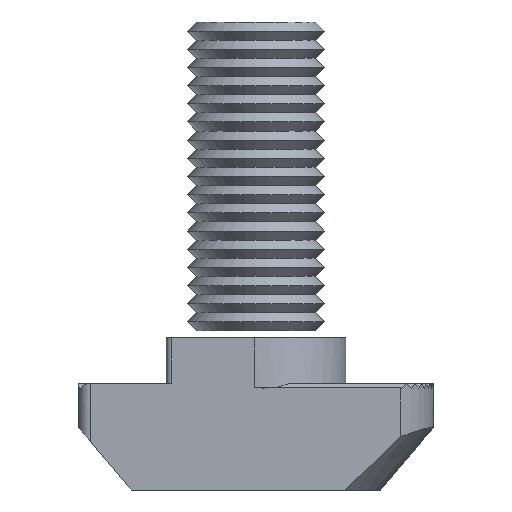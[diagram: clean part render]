
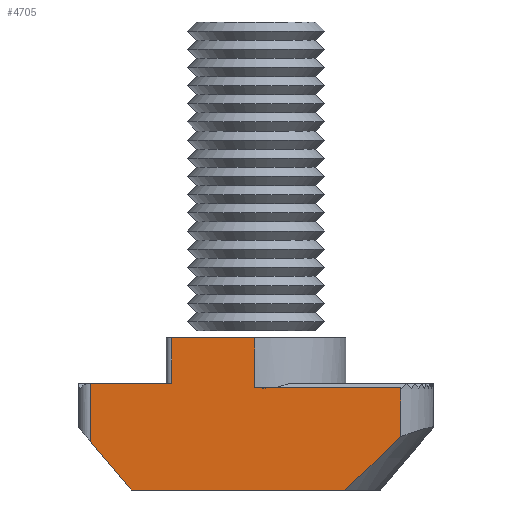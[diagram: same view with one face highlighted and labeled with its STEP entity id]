
A CAD part, front view. The second image highlights one B-rep face of the part: STEP entity #4705.
In plain terms, the highlighted planar face has unit normal (0, -1, 0).
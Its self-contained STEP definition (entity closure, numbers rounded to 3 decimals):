
#110 = CARTESIAN_POINT ( 'NONE',  ( 6.371, -3.9, 2.347 ) ) ;
#111 = CARTESIAN_POINT ( 'NONE',  ( 5.971, -3.9, 1.941 ) ) ;
#112 = CARTESIAN_POINT ( 'NONE',  ( 5.566, -3.9, 1.539 ) ) ;
#113 = CARTESIAN_POINT ( 'NONE',  ( 4.739, -3.9, 0.753 ) ) ;
#120 = CARTESIAN_POINT ( 'NONE',  ( 3.878, -3.9, 0. ) ) ;
#122 = CARTESIAN_POINT ( 'NONE',  ( 4.317, -3.9, 0.369 ) ) ;
#173 = DIRECTION ( 'NONE',  ( 0., 0., -1. ) ) ;
#176 = CARTESIAN_POINT ( 'NONE',  ( -0.05, -3.9, 6.7 ) ) ;
#255 = DIRECTION ( 'NONE',  ( 0., 0., -1. ) ) ;
#257 = CARTESIAN_POINT ( 'NONE',  ( -3.7, -3.9, 6.7 ) ) ;
#357 = CARTESIAN_POINT ( 'NONE',  ( -3.95, -3.9, 4.7 ) ) ;
#360 = DIRECTION ( 'NONE',  ( 1., 0., 0. ) ) ;
#372 = CARTESIAN_POINT ( 'NONE',  ( -3.7, -3.9, 4.7 ) ) ;
#425 = CARTESIAN_POINT ( 'NONE',  ( 6.371, -3.9, 2.347 ) ) ;
#437 = CARTESIAN_POINT ( 'NONE',  ( -3.7, -3.9, 6.7 ) ) ;
#442 = CARTESIAN_POINT ( 'NONE',  ( -0.05, -3.9, 6.7 ) ) ;
#445 = CARTESIAN_POINT ( 'NONE',  ( 6.371, -3.9, 4.5 ) ) ;
#463 = DIRECTION ( 'NONE',  ( -1., 0., 0. ) ) ;
#475 = DIRECTION ( 'NONE',  ( 1., 0., 0. ) ) ;
#483 = CARTESIAN_POINT ( 'NONE',  ( 6.371, -3.9, 4.5 ) ) ;
#503 = CARTESIAN_POINT ( 'NONE',  ( -0.05, -3.9, 4.5 ) ) ;
#518 = CARTESIAN_POINT ( 'NONE',  ( 6.371, -3.9, 0. ) ) ;
#533 = CARTESIAN_POINT ( 'NONE',  ( -5.5, -3.9, 0. ) ) ;
#581 = CARTESIAN_POINT ( 'NONE',  ( 3.878, -3.9, 0. ) ) ;
#615 = CARTESIAN_POINT ( 'NONE',  ( -7.3, -3.9, 2.145 ) ) ;
#626 = CARTESIAN_POINT ( 'NONE',  ( -7.3, -3.9, 4.7 ) ) ;
#631 = CARTESIAN_POINT ( 'NONE',  ( -0.05, -3.9, 6.7 ) ) ;
#909 = EDGE_CURVE ( 'NONE', #1394, #1422, #4537, .T. ) ;
#1143 = VERTEX_POINT ( 'NONE', #631 ) ;
#1150 = VERTEX_POINT ( 'NONE', #626 ) ;
#1168 = VERTEX_POINT ( 'NONE', #615 ) ;
#1212 = ORIENTED_EDGE ( 'NONE', *, *, #2147, .F. ) ;
#1238 = VERTEX_POINT ( 'NONE', #581 ) ;
#1315 = VERTEX_POINT ( 'NONE', #533 ) ;
#1346 = VERTEX_POINT ( 'NONE', #503 ) ;
#1377 = EDGE_LOOP ( 'NONE', ( #4603, #2805, #1212, #2897, #2887, #2563, #2673, #4620, #2983, #4635, #4618 ) ) ;
#1394 = VERTEX_POINT ( 'NONE', #445 ) ;
#1404 = VERTEX_POINT ( 'NONE', #437 ) ;
#1422 = VERTEX_POINT ( 'NONE', #425 ) ;
#1525 = VERTEX_POINT ( 'NONE', #372 ) ;
#1556 = VERTEX_POINT ( 'NONE', #357 ) ;
#1673 = AXIS2_PLACEMENT_3D ( 'NONE', #2292, #2423, #2422 ) ;
#1878 = CARTESIAN_POINT ( 'NONE',  ( 6.371, -3.9, 4.7 ) ) ;
#1879 = DIRECTION ( 'NONE',  ( 0., 0., -1. ) ) ;
#1975 = EDGE_CURVE ( 'NONE', #1404, #1525, #4293, .T. ) ;
#2001 = EDGE_CURVE ( 'NONE', #1143, #1346, #4215, .T. ) ;
#2097 = EDGE_CURVE ( 'NONE', #1238, #1422, #3658, .T. ) ;
#2141 = EDGE_CURVE ( 'NONE', #1394, #1346, #4125, .T. ) ;
#2147 = EDGE_CURVE ( 'NONE', #1404, #1143, #4123, .T. ) ;
#2150 = EDGE_CURVE ( 'NONE', #1315, #1238, #4131, .T. ) ;
#2199 = EDGE_CURVE ( 'NONE', #1150, #1168, #4043, .T. ) ;
#2200 = EDGE_CURVE ( 'NONE', #1150, #1556, #4041, .T. ) ;
#2201 = EDGE_CURVE ( 'NONE', #1168, #1315, #4039, .T. ) ;
#2292 = CARTESIAN_POINT ( 'NONE',  ( 6.371, -3.9, 4.7 ) ) ;
#2391 = PLANE ( 'NONE',  #1673 ) ;
#2422 = DIRECTION ( 'NONE',  ( -1., 0., 0. ) ) ;
#2423 = DIRECTION ( 'NONE',  ( 0., 1., 0. ) ) ;
#2563 = ORIENTED_EDGE ( 'NONE', *, *, #2200, .F. ) ;
#2673 = ORIENTED_EDGE ( 'NONE', *, *, #2199, .T. ) ;
#2805 = ORIENTED_EDGE ( 'NONE', *, *, #2001, .F. ) ;
#2887 = ORIENTED_EDGE ( 'NONE', *, *, #3676, .F. ) ;
#2897 = ORIENTED_EDGE ( 'NONE', *, *, #1975, .T. ) ;
#2983 = ORIENTED_EDGE ( 'NONE', *, *, #2150, .T. ) ;
#3175 = DIRECTION ( 'NONE',  ( 1., 0., 0. ) ) ;
#3180 = CARTESIAN_POINT ( 'NONE',  ( 6.371, -3.9, 4.7 ) ) ;
#3202 = DIRECTION ( 'NONE',  ( 1., 0., 0. ) ) ;
#3362 = CARTESIAN_POINT ( 'NONE',  ( 6.371, -3.9, 4.7 ) ) ;
#3371 = CARTESIAN_POINT ( 'NONE',  ( -7.3, -3.9, 4.7 ) ) ;
#3400 = DIRECTION ( 'NONE',  ( 0., 0., -1. ) ) ;
#3496 = DIRECTION ( 'NONE',  ( 0.643, 0., -0.766 ) ) ;
#3516 = CARTESIAN_POINT ( 'NONE',  ( -2.91, -3.9, -3.087 ) ) ;
#3658 = B_SPLINE_CURVE_WITH_KNOTS ( 'NONE', 3,
 ( #120, #122, #113, #112, #111, #110 ),
 .UNSPECIFIED., .F., .F.,
 ( 4, 2, 4 ),
 ( 0.009, 0.011, 0.013 ),
 .UNSPECIFIED. ) ;
#3676 = EDGE_CURVE ( 'NONE', #1556, #1525, #3897, .T. ) ;
#3777 = FACE_OUTER_BOUND ( 'NONE', #1377, .T. ) ;
#3894 = VECTOR ( 'NONE', #3175, 1000. ) ;
#3897 = LINE ( 'NONE', #3180, #3894 ) ;
#4036 = VECTOR ( 'NONE', #3496, 1000. ) ;
#4038 = VECTOR ( 'NONE', #3202, 1000. ) ;
#4039 = LINE ( 'NONE', #3516, #4036 ) ;
#4040 = VECTOR ( 'NONE', #3400, 1000. ) ;
#4041 = LINE ( 'NONE', #3362, #4038 ) ;
#4043 = LINE ( 'NONE', #3371, #4040 ) ;
#4116 = VECTOR ( 'NONE', #475, 1000. ) ;
#4121 = VECTOR ( 'NONE', #360, 1000. ) ;
#4123 = LINE ( 'NONE', #442, #4121 ) ;
#4124 = VECTOR ( 'NONE', #463, 1000. ) ;
#4125 = LINE ( 'NONE', #483, #4124 ) ;
#4131 = LINE ( 'NONE', #518, #4116 ) ;
#4212 = VECTOR ( 'NONE', #173, 1000. ) ;
#4215 = LINE ( 'NONE', #176, #4212 ) ;
#4248 = VECTOR ( 'NONE', #255, 1000. ) ;
#4293 = LINE ( 'NONE', #257, #4248 ) ;
#4536 = VECTOR ( 'NONE', #1879, 1000. ) ;
#4537 = LINE ( 'NONE', #1878, #4536 ) ;
#4603 = ORIENTED_EDGE ( 'NONE', *, *, #2141, .T. ) ;
#4618 = ORIENTED_EDGE ( 'NONE', *, *, #909, .F. ) ;
#4620 = ORIENTED_EDGE ( 'NONE', *, *, #2201, .T. ) ;
#4635 = ORIENTED_EDGE ( 'NONE', *, *, #2097, .T. ) ;
#4705 = ADVANCED_FACE ( 'NONE', ( #3777 ), #2391, .F. ) ;
